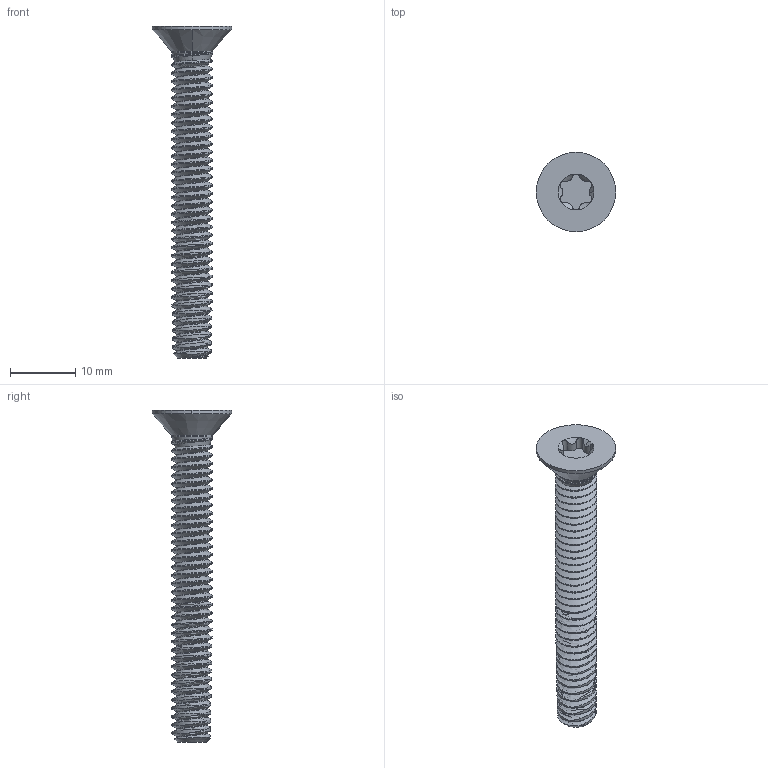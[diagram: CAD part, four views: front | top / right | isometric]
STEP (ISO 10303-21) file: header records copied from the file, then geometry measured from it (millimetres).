
FILE_DESCRIPTION (( 'STEP AP203' ), '1' );
FILE_NAME ('91087A128_Thread-Forming Screws for Joining Wood to Metal.STEP', '2021-07-09T13:32:20', ( 'Administrator' ), ( 'Managed by Terraform' ), 'SwSTEP 2.0', 'SolidWorks 2017', '' );
FILE_SCHEMA (( 'CONFIG_CONTROL_DESIGN' ));
Length unit declared in the file: inch
Products named in the file (1): 91087A128_Thread-Forming Screws for Joining Wood to Metal
Bounding box: 12.17 x 12.17 x 50.8 mm (x, y, z)
Volume: 1392.8 mm3; surface area: 1687.6 mm2
Topology: 1 solids, 1 shells, 202 faces, 587 edges, 388 vertices
Faces by surface type: cylinder 123, cone 73, plane 3, bspline 3
Entity records: 13137 total; most frequent: CARTESIAN_POINT 8835, ORIENTED_EDGE 1174, EDGE_CURVE 587, DIRECTION 562, VERTEX_POINT 388, B_SPLINE_CURVE_WITH_KNOTS 249, AXIS2_PLACEMENT_3D 236, EDGE_LOOP 203
